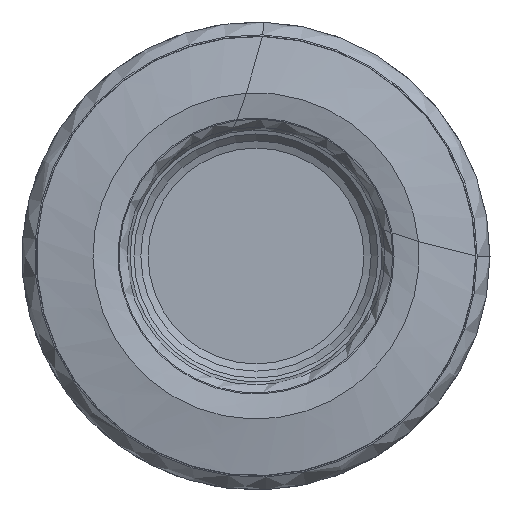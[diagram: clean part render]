
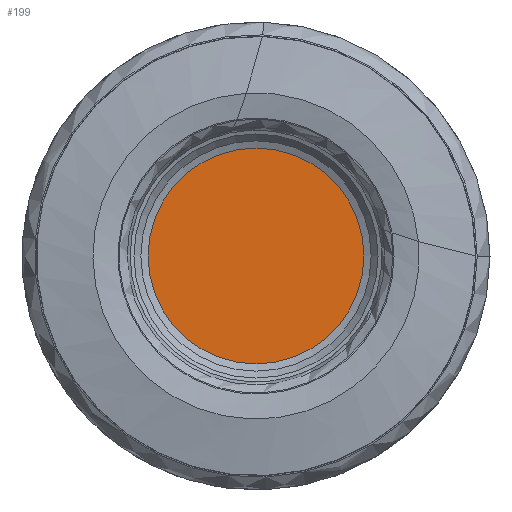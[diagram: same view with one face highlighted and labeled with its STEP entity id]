
A CAD part, left-side view. The second image highlights one B-rep face of the part: STEP entity #199.
In plain terms, the highlighted planar face has unit normal (-1, 0, 0).
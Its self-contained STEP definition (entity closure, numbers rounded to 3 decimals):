
#112=PLANE('',#744);
#114=FACE_OUTER_BOUND('',#304,.T.);
#199=ADVANCED_FACE('',(#114),#112,.F.);
#304=EDGE_LOOP('',(#372));
#372=ORIENTED_EDGE('',*,*,#585,.T.);
#533=VERTEX_POINT('',#1006);
#585=EDGE_CURVE('',#533,#533,#673,.T.);
#673=CIRCLE('',#742,5.767);
#742=AXIS2_PLACEMENT_3D('',#1005,#844,#845);
#744=AXIS2_PLACEMENT_3D('',#1008,#848,#849);
#844=DIRECTION('',(-1.,0.,0.));
#845=DIRECTION('',(0.,0.,1.));
#848=DIRECTION('',(1.,0.,0.));
#849=DIRECTION('',(0.,0.,-1.));
#1005=CARTESIAN_POINT('',(2.,0.,0.));
#1006=CARTESIAN_POINT('',(2.,0.,5.767));
#1008=CARTESIAN_POINT('',(2.,5.767,0.));
